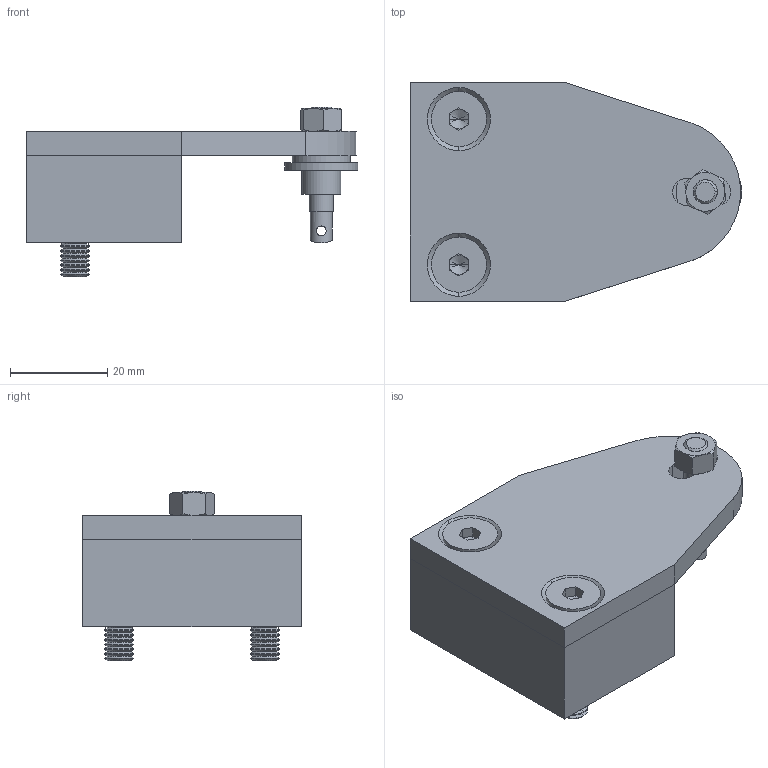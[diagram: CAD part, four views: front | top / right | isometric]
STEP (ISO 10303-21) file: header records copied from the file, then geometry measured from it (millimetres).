
FILE_DESCRIPTION (( 'STEP AP203' ), '1' );
FILE_NAME ('084.521.009.STEP', '2016-06-01T09:30:57', ( 'Utente' ), ( '' ), 'SwSTEP 2.0', 'SolidWorks 2016', '' );
FILE_SCHEMA (( 'CONFIG_CONTROL_DESIGN' ));
Length unit declared in the file: millimetre
Products named in the file (7): Hexagon Nut ISO - 4032 - M5 - D - S_Hexagon Nut ISO - 4032 - M5 - D - S; ISO 10642 - M6 x 30 --- 30S_ISO 10642 - M6 x 30 --- 30S; 084.521.009; 084.521.109_Default<A macchina>; 084.521.108; 084.521.105; 084.521.104
Assembly tree (7 placements, depth 2):
  084.521.009
    084.521.109_Default<A macchina>
    084.521.108
    084.521.105
    084.521.104
    Hexagon Nut ISO - 4032 - M5 - D - S_Hexagon Nut ISO - 4032 - M5 - D - S
    ISO 10642 - M6 x 30 --- 30S_ISO 10642 - M6 x 30 --- 30S  x2
Bounding box: 68.24 x 45 x 35 mm (x, y, z)
Volume: 39594 mm3; surface area: 16148.1 mm2
Topology: 7 solids, 7 shells, 458 faces, 1134 edges, 692 vertices
Faces by surface type: cone 250, cylinder 146, plane 58, torus 4
Entity records: 9373 total; most frequent: CARTESIAN_POINT 1641, DIRECTION 1628, ORIENTED_EDGE 1384, EDGE_CURVE 692, AXIS2_PLACEMENT_3D 668, VERTEX_POINT 421, CIRCLE 370, EDGE_LOOP 309
